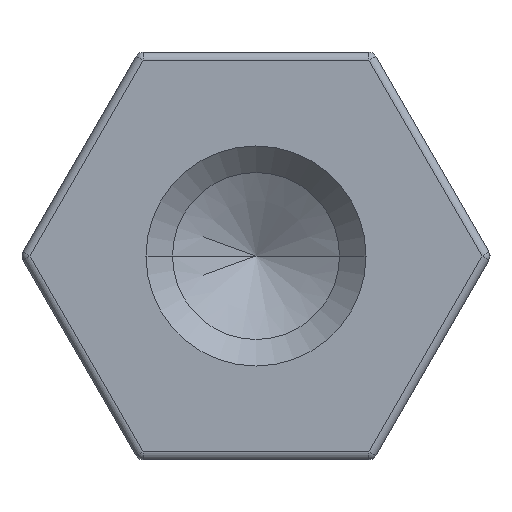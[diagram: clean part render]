
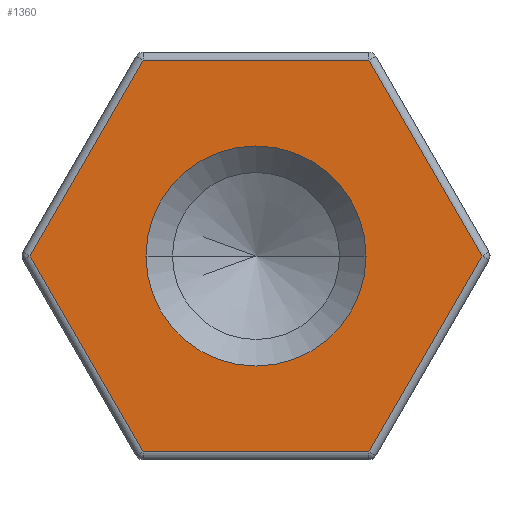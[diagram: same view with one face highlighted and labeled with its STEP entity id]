
A CAD part, left-side view. The second image highlights one B-rep face of the part: STEP entity #1360.
In plain terms, the highlighted planar face has unit normal (-1, 0, 0).
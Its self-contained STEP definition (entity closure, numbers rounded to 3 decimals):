
#2 = EDGE_CURVE ( 'NONE', #1198, #817, #1355, .T. ) ;
#7 = EDGE_CURVE ( 'NONE', #1215, #390, #252, .T. ) ;
#10 = EDGE_CURVE ( 'NONE', #390, #1342, #218, .T. ) ;
#18 = DIRECTION ( 'NONE',  ( 0., 1., 0. ) ) ;
#26 = EDGE_CURVE ( 'NONE', #1242, #1215, #764, .T. ) ;
#32 = DIRECTION ( 'NONE',  ( 1., 0., 0. ) ) ;
#34 = CARTESIAN_POINT ( 'NONE',  ( 0., 0., 0. ) ) ;
#86 = EDGE_LOOP ( 'NONE', ( #834, #541 ) ) ;
#92 = CARTESIAN_POINT ( 'NONE',  ( 0., -2.771, 0. ) ) ;
#193 = EDGE_CURVE ( 'NONE', #817, #1242, #977, .T. ) ;
#216 = CARTESIAN_POINT ( 'NONE',  ( 0., 1.386, 2.4 ) ) ;
#218 = LINE ( 'NONE', #307, #800 ) ;
#252 = LINE ( 'NONE', #365, #1325 ) ;
#258 = ORIENTED_EDGE ( 'NONE', *, *, #928, .T. ) ;
#269 = DIRECTION ( 'NONE',  ( 0., -0.5, -0.866 ) ) ;
#273 = EDGE_CURVE ( 'NONE', #846, #953, #327, .T. ) ;
#292 = EDGE_LOOP ( 'NONE', ( #1422, #1145, #1395, #578, #258, #1079 ) ) ;
#307 = CARTESIAN_POINT ( 'NONE',  ( 0., 2.078, -1.2 ) ) ;
#314 = AXIS2_PLACEMENT_3D ( 'NONE', #415, #1049, #641 ) ;
#327 = CIRCLE ( 'NONE', #837, 1.35 ) ;
#350 = DIRECTION ( 'NONE',  ( 0., -1., 0. ) ) ;
#357 = DIRECTION ( 'NONE',  ( 0., 0.5, -0.866 ) ) ;
#365 = CARTESIAN_POINT ( 'NONE',  ( 0., 2.078, 1.2 ) ) ;
#390 = VERTEX_POINT ( 'NONE', #1153 ) ;
#391 = DIRECTION ( 'NONE',  ( 0., 0.5, 0.866 ) ) ;
#409 = VECTOR ( 'NONE', #391, 1000. ) ;
#415 = CARTESIAN_POINT ( 'NONE',  ( 0., 0., 0. ) ) ;
#423 = CARTESIAN_POINT ( 'NONE',  ( 0., -2.078, 1.2 ) ) ;
#442 = CARTESIAN_POINT ( 'NONE',  ( 0., -1.386, 2.4 ) ) ;
#445 = EDGE_CURVE ( 'NONE', #953, #846, #763, .T. ) ;
#459 = VECTOR ( 'NONE', #1075, 1000. ) ;
#495 = CARTESIAN_POINT ( 'NONE',  ( 0., -2.078, -1.2 ) ) ;
#541 = ORIENTED_EDGE ( 'NONE', *, *, #445, .T. ) ;
#578 = ORIENTED_EDGE ( 'NONE', *, *, #10, .T. ) ;
#595 = CARTESIAN_POINT ( 'NONE',  ( 0., 0., -2.4 ) ) ;
#629 = VECTOR ( 'NONE', #350, 1000. ) ;
#641 = DIRECTION ( 'NONE',  ( 0., 1., 0. ) ) ;
#718 = DIRECTION ( 'NONE',  ( 0., -0.5, 0.866 ) ) ;
#733 = CARTESIAN_POINT ( 'NONE',  ( 0., 1.35, 0. ) ) ;
#763 = CIRCLE ( 'NONE', #1302, 1.35 ) ;
#764 = LINE ( 'NONE', #1034, #459 ) ;
#800 = VECTOR ( 'NONE', #269, 1000. ) ;
#817 = VERTEX_POINT ( 'NONE', #92 ) ;
#834 = ORIENTED_EDGE ( 'NONE', *, *, #273, .T. ) ;
#837 = AXIS2_PLACEMENT_3D ( 'NONE', #34, #32, #18 ) ;
#846 = VERTEX_POINT ( 'NONE', #733 ) ;
#853 = CARTESIAN_POINT ( 'NONE',  ( 0., 1.386, -2.4 ) ) ;
#876 = CARTESIAN_POINT ( 'NONE',  ( 0., -1.386, -2.4 ) ) ;
#928 = EDGE_CURVE ( 'NONE', #1342, #1198, #1164, .T. ) ;
#953 = VERTEX_POINT ( 'NONE', #1091 ) ;
#977 = LINE ( 'NONE', #423, #409 ) ;
#1034 = CARTESIAN_POINT ( 'NONE',  ( 0., 0., 2.4 ) ) ;
#1049 = DIRECTION ( 'NONE',  ( 1., 0., 0. ) ) ;
#1058 = FACE_OUTER_BOUND ( 'NONE', #292, .T. ) ;
#1075 = DIRECTION ( 'NONE',  ( 0., 1., 0. ) ) ;
#1076 = VECTOR ( 'NONE', #718, 1000. ) ;
#1079 = ORIENTED_EDGE ( 'NONE', *, *, #2, .T. ) ;
#1091 = CARTESIAN_POINT ( 'NONE',  ( 0., -1.35, 0. ) ) ;
#1102 = DIRECTION ( 'NONE',  ( 0., 1., 0. ) ) ;
#1145 = ORIENTED_EDGE ( 'NONE', *, *, #26, .T. ) ;
#1153 = CARTESIAN_POINT ( 'NONE',  ( 0., 2.771, 0. ) ) ;
#1163 = DIRECTION ( 'NONE',  ( 1., 0., 0. ) ) ;
#1164 = LINE ( 'NONE', #595, #629 ) ;
#1183 = CARTESIAN_POINT ( 'NONE',  ( 0., 0., 0. ) ) ;
#1198 = VERTEX_POINT ( 'NONE', #876 ) ;
#1215 = VERTEX_POINT ( 'NONE', #216 ) ;
#1242 = VERTEX_POINT ( 'NONE', #442 ) ;
#1246 = PLANE ( 'NONE',  #314 ) ;
#1262 = FACE_BOUND ( 'NONE', #86, .T. ) ;
#1302 = AXIS2_PLACEMENT_3D ( 'NONE', #1183, #1163, #1102 ) ;
#1325 = VECTOR ( 'NONE', #357, 1000. ) ;
#1342 = VERTEX_POINT ( 'NONE', #853 ) ;
#1355 = LINE ( 'NONE', #495, #1076 ) ;
#1360 = ADVANCED_FACE ( 'NONE', ( #1058, #1262 ), #1246, .F. ) ;
#1395 = ORIENTED_EDGE ( 'NONE', *, *, #7, .T. ) ;
#1422 = ORIENTED_EDGE ( 'NONE', *, *, #193, .T. ) ;
